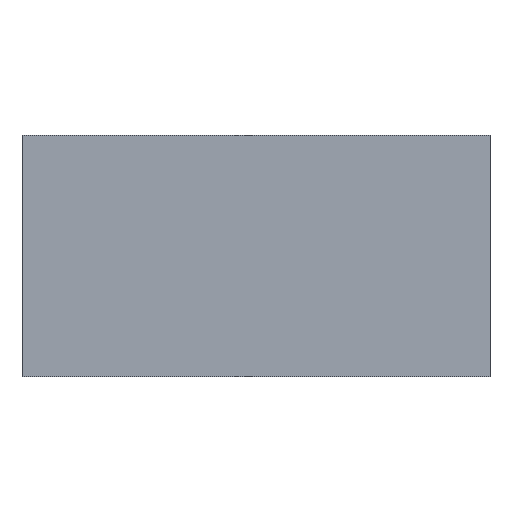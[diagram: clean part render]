
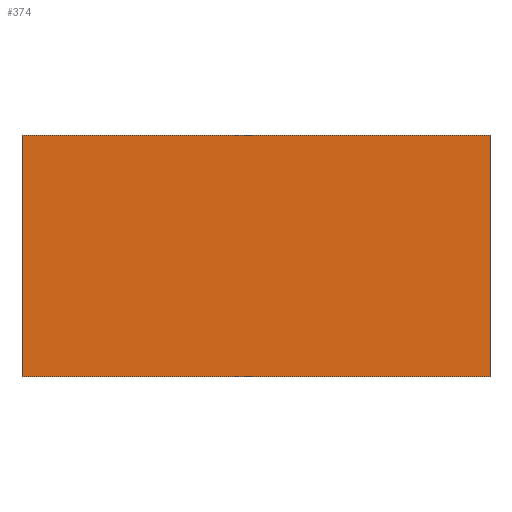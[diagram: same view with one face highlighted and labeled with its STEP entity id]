
A CAD part, top view. The second image highlights one B-rep face of the part: STEP entity #374.
In plain terms, the highlighted planar face has unit normal (0, 0, 1).
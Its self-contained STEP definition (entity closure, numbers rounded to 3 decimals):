
#30=FACE_OUTER_BOUND('',#54,.T.);
#54=EDGE_LOOP('',(#269,#270,#271,#272));
#75=LINE('',#528,#123);
#78=LINE('',#534,#126);
#81=LINE('',#540,#129);
#84=LINE('',#544,#132);
#123=VECTOR('',#428,3.3);
#126=VECTOR('',#433,6.4);
#129=VECTOR('',#438,3.3);
#132=VECTOR('',#443,6.4);
#171=VERTEX_POINT('',#525);
#172=VERTEX_POINT('',#527);
#174=VERTEX_POINT('',#533);
#176=VERTEX_POINT('',#539);
#203=EDGE_CURVE('',#172,#171,#75,.T.);
#206=EDGE_CURVE('',#174,#172,#78,.T.);
#209=EDGE_CURVE('',#176,#174,#81,.T.);
#212=EDGE_CURVE('',#171,#176,#84,.T.);
#269=ORIENTED_EDGE('',*,*,#212,.T.);
#270=ORIENTED_EDGE('',*,*,#209,.T.);
#271=ORIENTED_EDGE('',*,*,#206,.T.);
#272=ORIENTED_EDGE('',*,*,#203,.T.);
#350=PLANE('',#403);
#374=ADVANCED_FACE('',(#30),#350,.T.);
#403=AXIS2_PLACEMENT_3D('',#546,#446,#447);
#428=DIRECTION('',(0.,1.,0.));
#433=DIRECTION('',(1.,0.,0.));
#438=DIRECTION('',(0.,-1.,0.));
#443=DIRECTION('',(-1.,0.,0.));
#446=DIRECTION('center_axis',(0.,0.,1.));
#447=DIRECTION('ref_axis',(1.,0.,0.));
#525=CARTESIAN_POINT('',(3.2,1.65,1.05));
#527=CARTESIAN_POINT('',(3.2,-1.65,1.05));
#528=CARTESIAN_POINT('',(3.2,1.65,1.05));
#533=CARTESIAN_POINT('',(-3.2,-1.65,1.05));
#534=CARTESIAN_POINT('',(3.2,-1.65,1.05));
#539=CARTESIAN_POINT('',(-3.2,1.65,1.05));
#540=CARTESIAN_POINT('',(-3.2,-1.65,1.05));
#544=CARTESIAN_POINT('',(-3.2,1.65,1.05));
#546=CARTESIAN_POINT('Origin',(0.,0.,
1.05));
